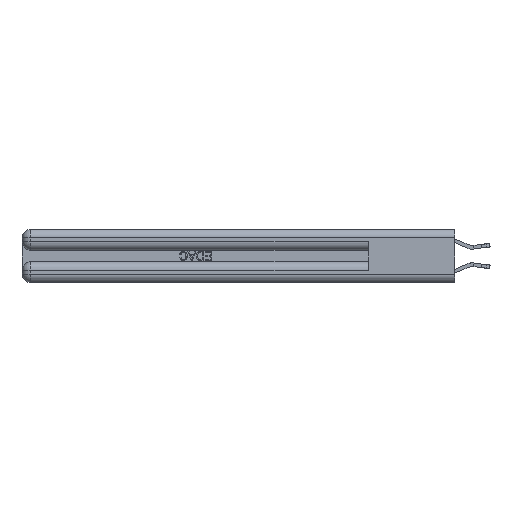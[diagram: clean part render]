
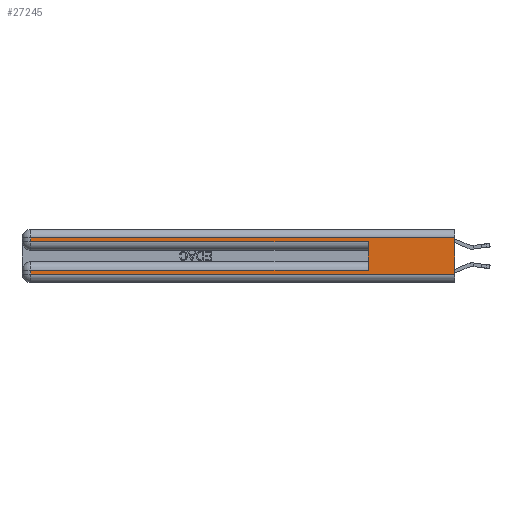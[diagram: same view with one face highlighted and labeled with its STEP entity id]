
A CAD part, left-side view. The second image highlights one B-rep face of the part: STEP entity #27245.
In plain terms, the highlighted planar face has unit normal (-1, 0, 0).
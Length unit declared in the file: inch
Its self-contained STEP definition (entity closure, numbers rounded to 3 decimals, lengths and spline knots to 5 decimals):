
#327 = ORIENTED_EDGE ( 'NONE', *, *, #4054, .T. ) ;
#367 = VERTEX_POINT ( 'NONE', #12656 ) ;
#740 = ORIENTED_EDGE ( 'NONE', *, *, #26540, .T. ) ;
#1135 = VECTOR ( 'NONE', #25452, 39.37008 ) ;
#1169 = VECTOR ( 'NONE', #24878, 39.37008 ) ;
#2070 = VERTEX_POINT ( 'NONE', #28060 ) ;
#3458 = FACE_OUTER_BOUND ( 'NONE', #17275, .T. ) ;
#3701 = EDGE_CURVE ( 'NONE', #22335, #367, #23041, .T. ) ;
#3721 = DIRECTION ( 'NONE',  ( 0., -1., 0. ) ) ;
#4054 = EDGE_CURVE ( 'NONE', #367, #2070, #15697, .T. ) ;
#4508 = VECTOR ( 'NONE', #3721, 39.37008 ) ;
#4552 = CARTESIAN_POINT ( 'NONE',  ( 0., 2.94, 0.37 ) ) ;
#4869 = EDGE_CURVE ( 'NONE', #20983, #22562, #16251, .T. ) ;
#6508 = EDGE_CURVE ( 'NONE', #2070, #22758, #25065, .T. ) ;
#6548 = DIRECTION ( 'NONE',  ( 0., 0., -1. ) ) ;
#7600 = CARTESIAN_POINT ( 'NONE',  ( 0., 0.6, 0.145 ) ) ;
#7908 = DIRECTION ( 'NONE',  ( 0., 0., 1. ) ) ;
#8296 = PLANE ( 'NONE',  #13169 ) ;
#8507 = CARTESIAN_POINT ( 'NONE',  ( 0., 2.94, 0.37 ) ) ;
#8698 = VECTOR ( 'NONE', #23670, 39.37008 ) ;
#10701 = VECTOR ( 'NONE', #7908, 39.37008 ) ;
#10703 = EDGE_CURVE ( 'NONE', #21142, #20983, #18304, .T. ) ;
#11113 = VECTOR ( 'NONE', #6548, 39.37008 ) ;
#11702 = CARTESIAN_POINT ( 'NONE',  ( 0., 0., 0.37 ) ) ;
#12226 = CARTESIAN_POINT ( 'NONE',  ( 0., 0., 0.06 ) ) ;
#12228 = EDGE_CURVE ( 'NONE', #22335, #22562, #27912, .T. ) ;
#12656 = CARTESIAN_POINT ( 'NONE',  ( 0., 2.94, 0.31 ) ) ;
#13169 = AXIS2_PLACEMENT_3D ( 'NONE', #15786, #25273, #20765 ) ;
#13188 = CARTESIAN_POINT ( 'NONE',  ( 0., 0., 0.31 ) ) ;
#13862 = LINE ( 'NONE', #21193, #19633 ) ;
#14063 = ORIENTED_EDGE ( 'NONE', *, *, #6508, .T. ) ;
#15042 = ORIENTED_EDGE ( 'NONE', *, *, #4869, .T. ) ;
#15202 = EDGE_CURVE ( 'NONE', #17635, #22758, #17298, .T. ) ;
#15205 = CARTESIAN_POINT ( 'NONE',  ( 0., 0.6, 0.285 ) ) ;
#15697 = LINE ( 'NONE', #8507, #1169 ) ;
#15786 = CARTESIAN_POINT ( 'NONE',  ( 0., 0., 0.37 ) ) ;
#15886 = CARTESIAN_POINT ( 'NONE',  ( 0., 0., 0.285 ) ) ;
#16251 = LINE ( 'NONE', #27761, #19549 ) ;
#17275 = EDGE_LOOP ( 'NONE', ( #29729, #21806, #327, #14063, #29928, #740, #18159, #15042 ) ) ;
#17298 = LINE ( 'NONE', #7600, #10701 ) ;
#17635 = VERTEX_POINT ( 'NONE', #28211 ) ;
#18159 = ORIENTED_EDGE ( 'NONE', *, *, #10703, .T. ) ;
#18304 = LINE ( 'NONE', #4552, #1135 ) ;
#19549 = VECTOR ( 'NONE', #25744, 39.37008 ) ;
#19633 = VECTOR ( 'NONE', #30368, 39.37008 ) ;
#20722 = CARTESIAN_POINT ( 'NONE',  ( 0., 0., 0.31 ) ) ;
#20765 = DIRECTION ( 'NONE',  ( 0., 0., -1. ) ) ;
#20983 = VERTEX_POINT ( 'NONE', #24727 ) ;
#21142 = VERTEX_POINT ( 'NONE', #30469 ) ;
#21193 = CARTESIAN_POINT ( 'NONE',  ( 0., 0., 0.085 ) ) ;
#21806 = ORIENTED_EDGE ( 'NONE', *, *, #3701, .T. ) ;
#22335 = VERTEX_POINT ( 'NONE', #13188 ) ;
#22562 = VERTEX_POINT ( 'NONE', #12226 ) ;
#22758 = VERTEX_POINT ( 'NONE', #15205 ) ;
#23041 = LINE ( 'NONE', #20722, #8698 ) ;
#23670 = DIRECTION ( 'NONE',  ( 0., 1., 0. ) ) ;
#24727 = CARTESIAN_POINT ( 'NONE',  ( 0., 2.94, 0.06 ) ) ;
#24878 = DIRECTION ( 'NONE',  ( 0., 0., -1. ) ) ;
#25065 = LINE ( 'NONE', #15886, #4508 ) ;
#25273 = DIRECTION ( 'NONE',  ( 1., 0., 0. ) ) ;
#25452 = DIRECTION ( 'NONE',  ( 0., 0., -1. ) ) ;
#25744 = DIRECTION ( 'NONE',  ( 0., -1., 0. ) ) ;
#26540 = EDGE_CURVE ( 'NONE', #17635, #21142, #13862, .T. ) ;
#27245 = ADVANCED_FACE ( 'NONE', ( #3458 ), #8296, .F. ) ;
#27761 = CARTESIAN_POINT ( 'NONE',  ( 0., 0., 0.06 ) ) ;
#27912 = LINE ( 'NONE', #11702, #11113 ) ;
#28060 = CARTESIAN_POINT ( 'NONE',  ( 0., 2.94, 0.285 ) ) ;
#28211 = CARTESIAN_POINT ( 'NONE',  ( 0., 0.6, 0.085 ) ) ;
#29729 = ORIENTED_EDGE ( 'NONE', *, *, #12228, .F. ) ;
#29928 = ORIENTED_EDGE ( 'NONE', *, *, #15202, .F. ) ;
#30368 = DIRECTION ( 'NONE',  ( 0., 1., 0. ) ) ;
#30469 = CARTESIAN_POINT ( 'NONE',  ( 0., 2.94, 0.085 ) ) ;
